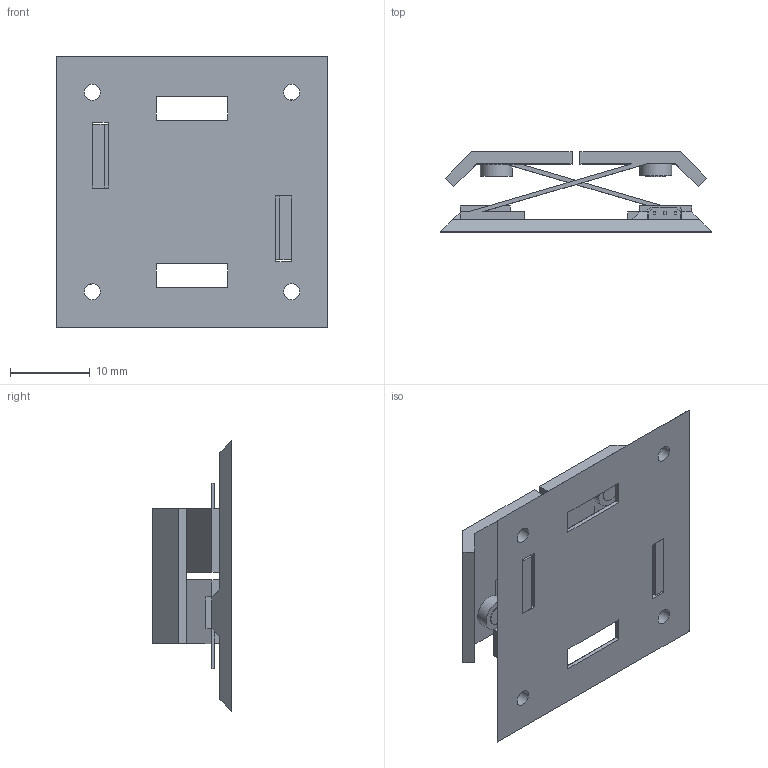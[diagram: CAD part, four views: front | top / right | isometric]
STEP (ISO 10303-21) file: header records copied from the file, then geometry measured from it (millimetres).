
FILE_DESCRIPTION(/* description */ (''),/* implementation_level */ '2;1');
FILE_NAME(/* name */ 'TouchSensor.stp',/* time_stamp */ '2015-03-20T16:55:19+01:00',/* author */ ('Przem'),/* organization */ (''),/* preprocessor_version */ 'ST-DEVELOPER v15.2',/* originating_system */ 'Autodesk Inventor 2014',/* authorisation */ '');
FILE_SCHEMA (('AUTOMOTIVE_DESIGN { 1 0 10303 214 3 1 1 }'));
Length unit declared in the file: millimetre
Products named in the file (5): bumper9; touch sensor_plate; Hall effekt schalter_A1321LUA-T; magnet; TouchSensor
Bounding box: 34 x 10 x 34 mm (x, y, z)
Volume: 2734.8 mm3; surface area: 5032 mm2
Topology: 7 solids, 7 shells, 166 faces, 416 edges, 272 vertices
Faces by surface type: plane 156, cylinder 10
Full cylindrical faces by diameter (mm): 2 x4, 2.5 x4, 4 x2
Entity records: 3532 total; most frequent: CARTESIAN_POINT 599, ORIENTED_EDGE 568, DIRECTION 554, EDGE_CURVE 284, LINE 268, VECTOR 268, VERTEX_POINT 188, AXIS2_PLACEMENT_3D 143
